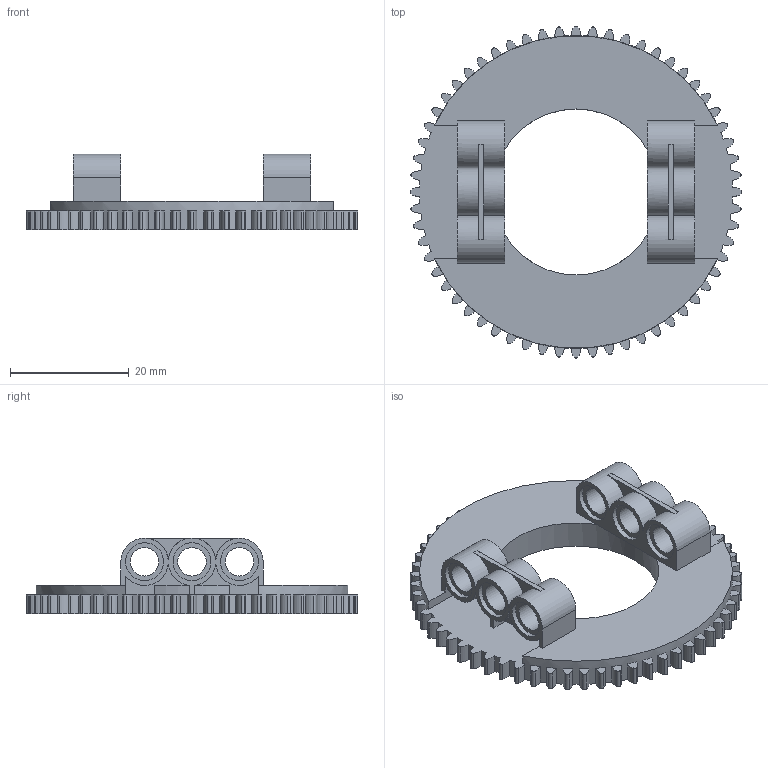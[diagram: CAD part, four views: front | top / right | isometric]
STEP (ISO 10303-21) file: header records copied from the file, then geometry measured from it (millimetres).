
FILE_DESCRIPTION(/* description */ (''),/* implementation_level */ '2;1');
FILE_NAME(/* name */ 'Top for Large Turntable.stp',/* time_stamp */ '2018-03-10T15:48:05+00:00',/* author */ ('herbi'),/* organization */ (''),/* preprocessor_version */ 'ST-DEVELOPER v16.13',/* originating_system */ 'Autodesk Inventor 2018',/* authorisation */ '');
FILE_SCHEMA (('AUTOMOTIVE_DESIGN { 1 0 10303 214 3 1 1 }'));
Length unit declared in the file: millimetre
Products named in the file (1): Top for Large Turntable
Bounding box: 56 x 56 x 12.8 mm (x, y, z)
Volume: 8905.3 mm3; surface area: 7223 mm2
Topology: 1 solids, 1 shells, 344 faces, 991 edges, 660 vertices
Faces by surface type: cylinder 237, plane 107
Full cylindrical faces by diameter (mm): 4.8 x6, 6.4 x12, 28 x1
Entity records: 11525 total; most frequent: DIRECTION 2232, CARTESIAN_POINT 1963, ORIENTED_EDGE 1930, EDGE_CURVE 965, AXIS2_PLACEMENT_3D 922, VERTEX_POINT 653, CIRCLE 577, EDGE_LOOP 388
